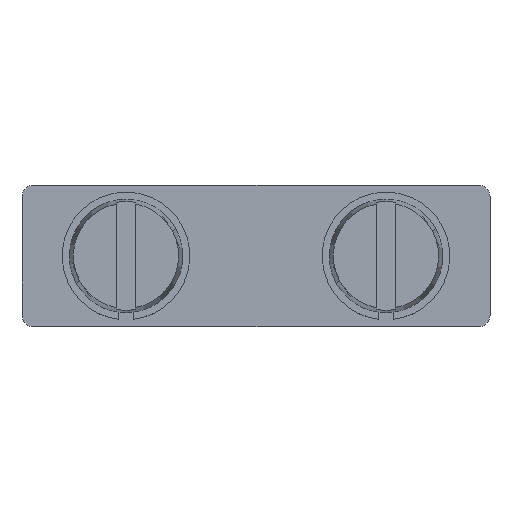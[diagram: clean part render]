
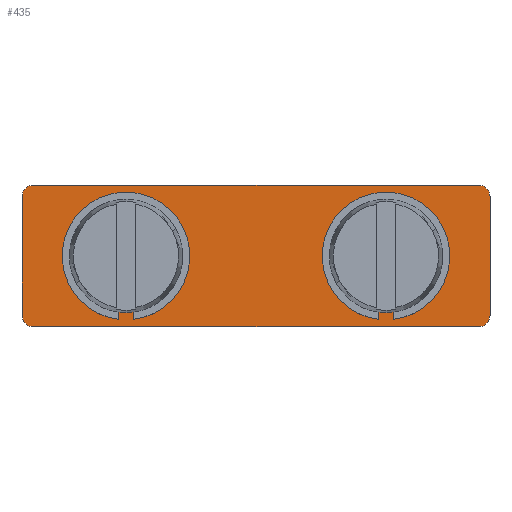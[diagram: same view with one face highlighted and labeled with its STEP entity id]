
A CAD part, top view. The second image highlights one B-rep face of the part: STEP entity #435.
In plain terms, the highlighted planar face has unit normal (0, 0, 1).
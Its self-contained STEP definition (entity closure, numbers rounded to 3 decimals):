
#110=AXIS2_PLACEMENT_3D('Circle Axis2P3D',#108,#109,$) ;
#134=AXIS2_PLACEMENT_3D('Circle Axis2P3D',#132,#133,$) ;
#181=AXIS2_PLACEMENT_3D('Circle Axis2P3D',#179,#180,$) ;
#343=AXIS2_PLACEMENT_3D('Plane Axis2P3D',#340,#341,#342) ;
#347=AXIS2_PLACEMENT_3D('Circle Axis2P3D',#345,#346,$) ;
#378=AXIS2_PLACEMENT_3D('Circle Axis2P3D',#376,#377,$) ;
#392=AXIS2_PLACEMENT_3D('Circle Axis2P3D',#390,#391,$) ;
#412=AXIS2_PLACEMENT_3D('Circle Axis2P3D',#410,#411,$) ;
#426=AXIS2_PLACEMENT_3D('Circle Axis2P3D',#424,#425,$) ;
#54=CARTESIAN_POINT('Line Origine',(19.8,3.,19.8)) ;
#58=CARTESIAN_POINT('Vertex',(19.8,5.5,19.8)) ;
#60=CARTESIAN_POINT('Vertex',(19.8,0.5,19.8)) ;
#105=CARTESIAN_POINT('Vertex',(19.3,6.,19.8)) ;
#108=CARTESIAN_POINT('Axis2P3D Location',(19.3,5.5,19.8)) ;
#132=CARTESIAN_POINT('Axis2P3D Location',(19.3,0.5,19.8)) ;
#136=CARTESIAN_POINT('Vertex',(19.3,0.,19.8)) ;
#162=CARTESIAN_POINT('Vertex',(0.5,6.,19.8)) ;
#176=CARTESIAN_POINT('Vertex',(0.,5.5,19.8)) ;
#179=CARTESIAN_POINT('Axis2P3D Location',(0.5,5.5,19.8)) ;
#201=CARTESIAN_POINT('Line Origine',(9.9,6.,19.8)) ;
#325=CARTESIAN_POINT('Vertex',(0.,0.5,19.8)) ;
#328=CARTESIAN_POINT('Line Origine',(0.,3.,19.8)) ;
#340=CARTESIAN_POINT('Axis2P3D Location',(53.9,3.,19.8)) ;
#345=CARTESIAN_POINT('Axis2P3D Location',(0.5,0.5,19.8)) ;
#349=CARTESIAN_POINT('Vertex',(0.5,0.,19.8)) ;
#352=CARTESIAN_POINT('Line Origine',(9.9,0.,19.8)) ;
#367=CARTESIAN_POINT('Line Origine',(4.1,0.822,19.8)) ;
#371=CARTESIAN_POINT('Vertex',(4.1,1.327,19.8)) ;
#373=CARTESIAN_POINT('Vertex',(4.1,0.317,19.8)) ;
#376=CARTESIAN_POINT('Axis2P3D Location',(4.4,3.,19.8)) ;
#380=CARTESIAN_POINT('Vertex',(4.7,0.317,19.8)) ;
#383=CARTESIAN_POINT('Line Origine',(4.7,0.822,19.8)) ;
#387=CARTESIAN_POINT('Vertex',(4.7,1.327,19.8)) ;
#390=CARTESIAN_POINT('Axis2P3D Location',(4.4,3.,19.8)) ;
#401=CARTESIAN_POINT('Line Origine',(15.1,0.822,19.8)) ;
#405=CARTESIAN_POINT('Vertex',(15.1,1.327,19.8)) ;
#407=CARTESIAN_POINT('Vertex',(15.1,0.317,19.8)) ;
#410=CARTESIAN_POINT('Axis2P3D Location',(15.4,3.,19.8)) ;
#414=CARTESIAN_POINT('Vertex',(15.7,0.317,19.8)) ;
#417=CARTESIAN_POINT('Line Origine',(15.7,0.822,19.8)) ;
#421=CARTESIAN_POINT('Vertex',(15.7,1.327,19.8)) ;
#424=CARTESIAN_POINT('Axis2P3D Location',(15.4,3.,19.8)) ;
#55=DIRECTION('Vector Direction',(0.,-1.,0.)) ;
#109=DIRECTION('Axis2P3D Direction',(0.,0.,-1.)) ;
#133=DIRECTION('Axis2P3D Direction',(0.,-0.,-1.)) ;
#180=DIRECTION('Axis2P3D Direction',(0.,0.,1.)) ;
#202=DIRECTION('Vector Direction',(1.,0.,0.)) ;
#329=DIRECTION('Vector Direction',(0.,-1.,0.)) ;
#341=DIRECTION('Axis2P3D Direction',(0.,0.,1.)) ;
#342=DIRECTION('Axis2P3D XDirection',(1.,0.,0.)) ;
#346=DIRECTION('Axis2P3D Direction',(0.,0.,1.)) ;
#353=DIRECTION('Vector Direction',(-1.,0.,0.)) ;
#368=DIRECTION('Vector Direction',(0.,-1.,0.)) ;
#377=DIRECTION('Axis2P3D Direction',(0.,0.,1.)) ;
#384=DIRECTION('Vector Direction',(0.,-1.,0.)) ;
#391=DIRECTION('Axis2P3D Direction',(0.,0.,1.)) ;
#402=DIRECTION('Vector Direction',(0.,-1.,0.)) ;
#411=DIRECTION('Axis2P3D Direction',(0.,0.,1.)) ;
#418=DIRECTION('Vector Direction',(0.,-1.,0.)) ;
#425=DIRECTION('Axis2P3D Direction',(0.,0.,1.)) ;
#56=VECTOR('Line Direction',#55,1.) ;
#203=VECTOR('Line Direction',#202,1.) ;
#330=VECTOR('Line Direction',#329,1.) ;
#354=VECTOR('Line Direction',#353,1.) ;
#369=VECTOR('Line Direction',#368,1.) ;
#385=VECTOR('Line Direction',#384,1.) ;
#403=VECTOR('Line Direction',#402,1.) ;
#419=VECTOR('Line Direction',#418,1.) ;
#358=ORIENTED_EDGE('',*,*,#205,.T.) ;
#359=ORIENTED_EDGE('',*,*,#183,.T.) ;
#360=ORIENTED_EDGE('',*,*,#332,.T.) ;
#361=ORIENTED_EDGE('',*,*,#351,.T.) ;
#362=ORIENTED_EDGE('',*,*,#356,.T.) ;
#363=ORIENTED_EDGE('',*,*,#138,.F.) ;
#364=ORIENTED_EDGE('',*,*,#62,.F.) ;
#365=ORIENTED_EDGE('',*,*,#112,.F.) ;
#396=ORIENTED_EDGE('',*,*,#375,.T.) ;
#397=ORIENTED_EDGE('',*,*,#382,.T.) ;
#398=ORIENTED_EDGE('',*,*,#389,.T.) ;
#399=ORIENTED_EDGE('',*,*,#394,.F.) ;
#430=ORIENTED_EDGE('',*,*,#409,.T.) ;
#431=ORIENTED_EDGE('',*,*,#416,.T.) ;
#432=ORIENTED_EDGE('',*,*,#423,.T.) ;
#433=ORIENTED_EDGE('',*,*,#428,.F.) ;
#400=FACE_BOUND('',#395,.T.) ;
#434=FACE_BOUND('',#429,.T.) ;
#435=ADVANCED_FACE('V1',(#366,#400,#434),#344,.T.) ;
#111=CIRCLE('generated circle',#110,0.5) ;
#135=CIRCLE('generated circle',#134,0.5) ;
#182=CIRCLE('generated circle',#181,0.5) ;
#348=CIRCLE('generated circle',#347,0.5) ;
#379=CIRCLE('generated circle',#378,2.7) ;
#393=CIRCLE('generated circle',#392,1.7) ;
#413=CIRCLE('generated circle',#412,2.7) ;
#427=CIRCLE('generated circle',#426,1.7) ;
#62=EDGE_CURVE('',#59,#61,#57,.T.) ;
#112=EDGE_CURVE('',#106,#59,#111,.T.) ;
#138=EDGE_CURVE('',#61,#137,#135,.T.) ;
#183=EDGE_CURVE('',#163,#177,#182,.T.) ;
#205=EDGE_CURVE('',#106,#163,#204,.F.) ;
#332=EDGE_CURVE('',#177,#326,#331,.T.) ;
#351=EDGE_CURVE('',#326,#350,#348,.T.) ;
#356=EDGE_CURVE('',#350,#137,#355,.F.) ;
#375=EDGE_CURVE('',#372,#374,#370,.T.) ;
#382=EDGE_CURVE('',#374,#381,#379,.F.) ;
#389=EDGE_CURVE('',#381,#388,#386,.F.) ;
#394=EDGE_CURVE('',#372,#388,#393,.T.) ;
#409=EDGE_CURVE('',#406,#408,#404,.T.) ;
#416=EDGE_CURVE('',#408,#415,#413,.F.) ;
#423=EDGE_CURVE('',#415,#422,#420,.F.) ;
#428=EDGE_CURVE('',#406,#422,#427,.T.) ;
#357=EDGE_LOOP('',(#358,#359,#360,#361,#362,#363,#364,#365)) ;
#395=EDGE_LOOP('',(#396,#397,#398,#399)) ;
#429=EDGE_LOOP('',(#430,#431,#432,#433)) ;
#366=FACE_OUTER_BOUND('',#357,.T.) ;
#57=LINE('Line',#54,#56) ;
#204=LINE('Line',#201,#203) ;
#331=LINE('Line',#328,#330) ;
#355=LINE('Line',#352,#354) ;
#370=LINE('Line',#367,#369) ;
#386=LINE('Line',#383,#385) ;
#404=LINE('Line',#401,#403) ;
#420=LINE('Line',#417,#419) ;
#344=PLANE('',#343) ;
#59=VERTEX_POINT('',#58) ;
#61=VERTEX_POINT('',#60) ;
#106=VERTEX_POINT('',#105) ;
#137=VERTEX_POINT('',#136) ;
#163=VERTEX_POINT('',#162) ;
#177=VERTEX_POINT('',#176) ;
#326=VERTEX_POINT('',#325) ;
#350=VERTEX_POINT('',#349) ;
#372=VERTEX_POINT('',#371) ;
#374=VERTEX_POINT('',#373) ;
#381=VERTEX_POINT('',#380) ;
#388=VERTEX_POINT('',#387) ;
#406=VERTEX_POINT('',#405) ;
#408=VERTEX_POINT('',#407) ;
#415=VERTEX_POINT('',#414) ;
#422=VERTEX_POINT('',#421) ;
